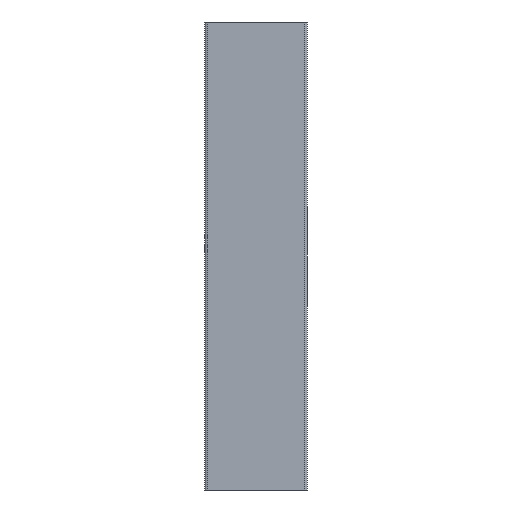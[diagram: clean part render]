
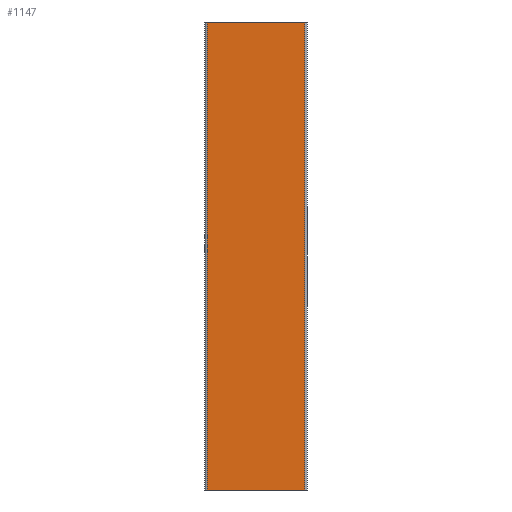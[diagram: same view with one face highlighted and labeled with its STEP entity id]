
A CAD part, left-side view. The second image highlights one B-rep face of the part: STEP entity #1147.
In plain terms, the highlighted planar face has unit normal (-1, 0, 0).
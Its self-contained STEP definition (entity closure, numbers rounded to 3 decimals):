
#3 = ORIENTED_EDGE ( 'NONE', *, *, #1550, .F. ) ;
#6 = ORIENTED_EDGE ( 'NONE', *, *, #1277, .T. ) ;
#77 = ORIENTED_EDGE ( 'NONE', *, *, #1369, .T. ) ;
#102 = VECTOR ( 'NONE', #1383, 1000. ) ;
#429 = AXIS2_PLACEMENT_3D ( 'NONE', #1824, #1708, #1710 ) ;
#501 = LINE ( 'NONE', #1381, #102 ) ;
#518 = EDGE_LOOP ( 'NONE', ( #77, #2015, #3, #6 ) ) ;
#649 = LINE ( 'NONE', #1614, #1287 ) ;
#656 = VECTOR ( 'NONE', #1683, 1000. ) ;
#678 = LINE ( 'NONE', #1681, #656 ) ;
#713 = VECTOR ( 'NONE', #1728, 1000. ) ;
#719 = LINE ( 'NONE', #1712, #713 ) ;
#730 = FACE_OUTER_BOUND ( 'NONE', #518, .T. ) ;
#843 = VERTEX_POINT ( 'NONE', #2050 ) ;
#874 = VERTEX_POINT ( 'NONE', #1959 ) ;
#973 = VERTEX_POINT ( 'NONE', #1918 ) ;
#1042 = VERTEX_POINT ( 'NONE', #1873 ) ;
#1147 = ADVANCED_FACE ( 'NONE', ( #730 ), #1794, .F. ) ;
#1163 = EDGE_CURVE ( 'NONE', #843, #1042, #719, .T. ) ;
#1277 = EDGE_CURVE ( 'NONE', #874, #973, #678, .T. ) ;
#1287 = VECTOR ( 'NONE', #1611, 1000. ) ;
#1369 = EDGE_CURVE ( 'NONE', #973, #1042, #649, .T. ) ;
#1381 = CARTESIAN_POINT ( 'NONE',  ( 0., -52., 500. ) ) ;
#1383 = DIRECTION ( 'NONE',  ( 0., -1., 0. ) ) ;
#1550 = EDGE_CURVE ( 'NONE', #874, #843, #501, .T. ) ;
#1611 = DIRECTION ( 'NONE',  ( 0., -1., 0. ) ) ;
#1614 = CARTESIAN_POINT ( 'NONE',  ( 0., -52., 0. ) ) ;
#1681 = CARTESIAN_POINT ( 'NONE',  ( 0., 52., 500. ) ) ;
#1683 = DIRECTION ( 'NONE',  ( 0., 0., -1. ) ) ;
#1708 = DIRECTION ( 'NONE',  ( 1., 0., 0. ) ) ;
#1710 = DIRECTION ( 'NONE',  ( 0., 0., -1. ) ) ;
#1712 = CARTESIAN_POINT ( 'NONE',  ( 0., -52., 500. ) ) ;
#1728 = DIRECTION ( 'NONE',  ( 0., 0., -1. ) ) ;
#1794 = PLANE ( 'NONE',  #429 ) ;
#1824 = CARTESIAN_POINT ( 'NONE',  ( 0., -52., 500. ) ) ;
#1873 = CARTESIAN_POINT ( 'NONE',  ( 0., -52., 0. ) ) ;
#1918 = CARTESIAN_POINT ( 'NONE',  ( 0., 52., 0. ) ) ;
#1959 = CARTESIAN_POINT ( 'NONE',  ( 0., 52., 500. ) ) ;
#2015 = ORIENTED_EDGE ( 'NONE', *, *, #1163, .F. ) ;
#2050 = CARTESIAN_POINT ( 'NONE',  ( 0., -52., 500. ) ) ;
